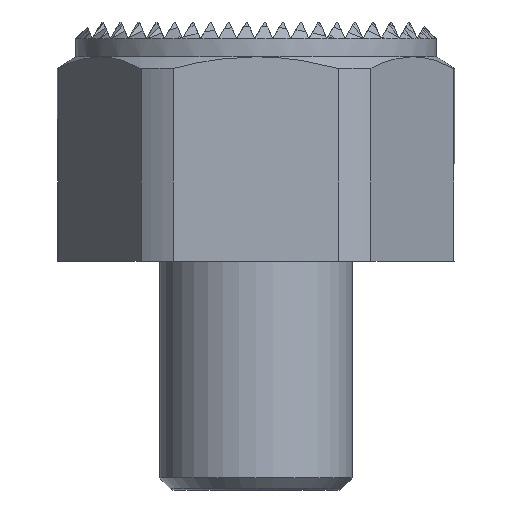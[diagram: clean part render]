
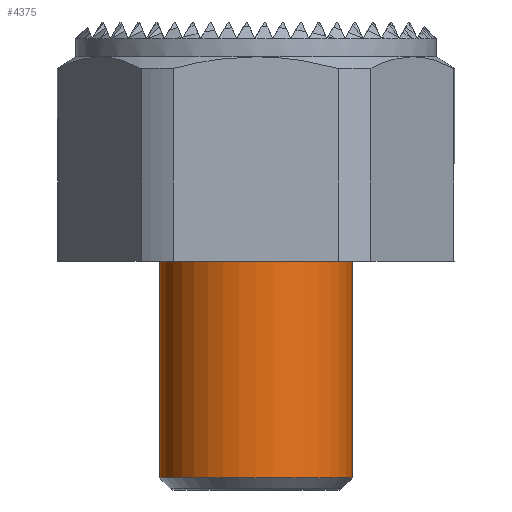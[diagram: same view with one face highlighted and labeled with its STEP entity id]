
A CAD part, left-side view. The second image highlights one B-rep face of the part: STEP entity #4375.
In plain terms, the highlighted cylindrical face has radius 8 mm (diameter 16 mm), a partial arc.
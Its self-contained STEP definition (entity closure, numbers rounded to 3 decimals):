
#4375=ADVANCED_FACE('',(#8746),#8747,.T.);
#8746=FACE_OUTER_BOUND('',#13111,.T.);
#8747=CYLINDRICAL_SURFACE('',#13112,8.0);
#13111=EDGE_LOOP('',(#24104,#24105,#24106,#24107));
#13112=AXIS2_PLACEMENT_3D('',#24108,#24109,#24110);
#24104=ORIENTED_EDGE('',*,*,#24233,.T.);
#24105=ORIENTED_EDGE('',*,*,#28258,.F.);
#24106=ORIENTED_EDGE('',*,*,#24235,.T.);
#24107=ORIENTED_EDGE('',*,*,#28256,.T.);
#24108=CARTESIAN_POINT('',(0.,0.0,-9.));
#24109=DIRECTION('',(0.0,0.0,1.0));
#24110=DIRECTION('',(0.,-1.0,0.0));
#24233=EDGE_CURVE('',#28360,#28361,#28362,.T.);
#24235=EDGE_CURVE('',#28365,#28363,#28366,.T.);
#28256=EDGE_CURVE('',#28363,#28360,#33512,.T.);
#28258=EDGE_CURVE('',#28365,#28361,#33514,.T.);
#28360=VERTEX_POINT('',#33618);
#28361=VERTEX_POINT('',#33619);
#28362=LINE('',#33620,#33621);
#28363=VERTEX_POINT('',#33622);
#28365=VERTEX_POINT('',#33624);
#28366=LINE('',#33625,#33626);
#33512=CIRCLE('',#43773,8.0);
#33514=CIRCLE('',#43775,8.0);
#33618=CARTESIAN_POINT('',(0.,-8.0,-18.0));
#33619=CARTESIAN_POINT('',(0.,-8.0,0.));
#33620=CARTESIAN_POINT('',(0.,-8.0,-9.));
#33621=VECTOR('',#43919,1.0);
#33622=CARTESIAN_POINT('',(0.,8.0,-18.0));
#33624=CARTESIAN_POINT('',(0.,8.0,0.));
#33625=CARTESIAN_POINT('',(0.,8.0,-9.));
#33626=VECTOR('',#43923,1.0);
#43773=AXIS2_PLACEMENT_3D('',#46321,#46322,#46323);
#43775=AXIS2_PLACEMENT_3D('',#46324,#46325,#46326);
#43919=DIRECTION('',(0.0,0.0,1.0));
#43923=DIRECTION('',(-0.0,-0.0,-1.0));
#46321=CARTESIAN_POINT('',(0.,0.0,-18.0));
#46322=DIRECTION('',(0.0,0.0,1.0));
#46323=DIRECTION('',(0.,-1.0,0.0));
#46324=CARTESIAN_POINT('',(0.,0.0,0.));
#46325=DIRECTION('',(0.0,0.0,1.0));
#46326=DIRECTION('',(0.,-1.0,0.0));
